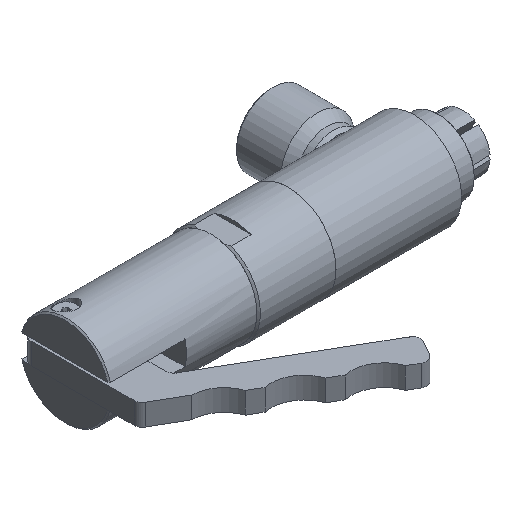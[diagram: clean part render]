
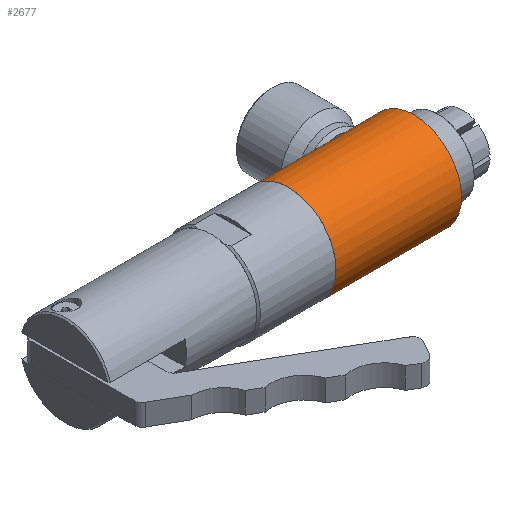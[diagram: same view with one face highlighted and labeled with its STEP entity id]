
A CAD part, isometric view. The second image highlights one B-rep face of the part: STEP entity #2677.
In plain terms, the highlighted cylindrical face has radius 18.098 mm (diameter 36.195 mm), a full revolution.
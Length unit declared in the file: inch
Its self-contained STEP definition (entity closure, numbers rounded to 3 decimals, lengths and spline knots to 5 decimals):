
#40=B_SPLINE_CURVE_WITH_KNOTS('',3,(#4612,#4613,#4614,#4615,#4616,#4617,
#4618),.UNSPECIFIED.,.F.,.F.,(4,3,4),(-0.11648,0.,0.11648),
 .UNSPECIFIED.);
#41=B_SPLINE_CURVE_WITH_KNOTS('',3,(#4622,#4623,#4624,#4625,#4626,#4627),
 .UNSPECIFIED.,.F.,.F.,(4,2,4),(3.3439,3.46038,3.57686),
 .UNSPECIFIED.);
#42=B_SPLINE_CURVE_WITH_KNOTS('',3,(#4645,#4646,#4647,#4648,#4649,#4650),
 .UNSPECIFIED.,.F.,.F.,(4,2,4),(0.46122,0.83041,1.05402),
 .UNSPECIFIED.);
#43=B_SPLINE_CURVE_WITH_KNOTS('',3,(#4652,#4653,#4654,#4655,#4656,#4657,
#4658,#4659,#4660,#4661,#4662,#4663,#4664,#4665),.UNSPECIFIED.,.F.,.F.,
(4,2,2,2,2,2,4),(4.68622,4.86117,5.08117,5.30117,
5.52117,5.74117,5.91612),.UNSPECIFIED.);
#44=B_SPLINE_CURVE_WITH_KNOTS('',3,(#4667,#4668,#4669,#4670,#4671,#4672),
 .UNSPECIFIED.,.F.,.F.,(4,2,4),(2.34697,2.57058,2.93977),
 .UNSPECIFIED.);
#45=B_SPLINE_CURVE_WITH_KNOTS('',3,(#4677,#4678,#4679,#4680,#4681,#4682),
 .UNSPECIFIED.,.F.,.F.,(4,2,4),(3.86221,4.2314,4.45501),
 .UNSPECIFIED.);
#46=B_SPLINE_CURVE_WITH_KNOTS('',3,(#4684,#4685,#4686,#4687,#4688,#4689,
#4690,#4691,#4692,#4693,#4694,#4695,#4696,#4697),.UNSPECIFIED.,.F.,.F.,
(4,2,2,2,2,2,4),(1.15211,1.32706,1.54706,1.76706,
1.98706,2.20705,2.38201),.UNSPECIFIED.);
#47=B_SPLINE_CURVE_WITH_KNOTS('',3,(#4699,#4700,#4701,#4702,#4703,#4704),
 .UNSPECIFIED.,.F.,.F.,(4,2,4),(5.74796,5.97157,6.34076),
 .UNSPECIFIED.);
#311=LINE('',#4643,#498);
#312=LINE('',#4673,#499);
#313=LINE('',#4675,#500);
#314=LINE('',#4705,#501);
#498=VECTOR('',#3600,0.13863);
#499=VECTOR('',#3601,0.13863);
#500=VECTOR('',#3602,0.13863);
#501=VECTOR('',#3603,0.13863);
#619=FACE_BOUND('',#946,.T.);
#620=FACE_BOUND('',#947,.T.);
#770=FACE_OUTER_BOUND('',#945,.T.);
#945=EDGE_LOOP('',(#2393));
#946=EDGE_LOOP('',(#2394));
#947=EDGE_LOOP('',(#2395,#2396,#2397,#2398,#2399,#2400,#2401,#2402,#2403,
#2404,#2405,#2406));
#1095=CIRCLE('',#2933,0.7125);
#1096=CIRCLE('',#2934,0.7125);
#1338=VERTEX_POINT('',#4610);
#1339=VERTEX_POINT('',#4611);
#1340=VERTEX_POINT('',#4619);
#1341=VERTEX_POINT('',#4621);
#1344=VERTEX_POINT('',#4638);
#1345=VERTEX_POINT('',#4640);
#1346=VERTEX_POINT('',#4642);
#1347=VERTEX_POINT('',#4644);
#1348=VERTEX_POINT('',#4651);
#1349=VERTEX_POINT('',#4666);
#1350=VERTEX_POINT('',#4674);
#1351=VERTEX_POINT('',#4676);
#1352=VERTEX_POINT('',#4683);
#1353=VERTEX_POINT('',#4698);
#1700=EDGE_CURVE('',#1338,#1339,#40,.T.);
#1702=EDGE_CURVE('',#1341,#1340,#41,.T.);
#1708=EDGE_CURVE('',#1344,#1344,#1095,.T.);
#1709=EDGE_CURVE('',#1345,#1345,#1096,.T.);
#1710=EDGE_CURVE('',#1339,#1346,#311,.T.);
#1711=EDGE_CURVE('',#1346,#1347,#42,.T.);
#1712=EDGE_CURVE('',#1347,#1348,#43,.T.);
#1713=EDGE_CURVE('',#1348,#1349,#44,.T.);
#1714=EDGE_CURVE('',#1349,#1341,#312,.T.);
#1715=EDGE_CURVE('',#1340,#1350,#313,.T.);
#1716=EDGE_CURVE('',#1350,#1351,#45,.T.);
#1717=EDGE_CURVE('',#1351,#1352,#46,.T.);
#1718=EDGE_CURVE('',#1352,#1353,#47,.T.);
#1719=EDGE_CURVE('',#1353,#1338,#314,.T.);
#2393=ORIENTED_EDGE('',*,*,#1708,.T.);
#2394=ORIENTED_EDGE('',*,*,#1709,.F.);
#2395=ORIENTED_EDGE('',*,*,#1700,.T.);
#2396=ORIENTED_EDGE('',*,*,#1710,.T.);
#2397=ORIENTED_EDGE('',*,*,#1711,.T.);
#2398=ORIENTED_EDGE('',*,*,#1712,.T.);
#2399=ORIENTED_EDGE('',*,*,#1713,.T.);
#2400=ORIENTED_EDGE('',*,*,#1714,.T.);
#2401=ORIENTED_EDGE('',*,*,#1702,.T.);
#2402=ORIENTED_EDGE('',*,*,#1715,.T.);
#2403=ORIENTED_EDGE('',*,*,#1716,.T.);
#2404=ORIENTED_EDGE('',*,*,#1717,.T.);
#2405=ORIENTED_EDGE('',*,*,#1718,.T.);
#2406=ORIENTED_EDGE('',*,*,#1719,.T.);
#2545=CYLINDRICAL_SURFACE('',#2932,0.7125);
#2677=ADVANCED_FACE('',(#770,#619,#620),#2545,.T.);
#2932=AXIS2_PLACEMENT_3D('',#4637,#3594,#3595);
#2933=AXIS2_PLACEMENT_3D('',#4639,#3596,#3597);
#2934=AXIS2_PLACEMENT_3D('',#4641,#3598,#3599);
#3594=DIRECTION('center_axis',(1.,0.,0.));
#3595=DIRECTION('ref_axis',(0.,1.,0.));
#3596=DIRECTION('center_axis',(1.,0.,0.));
#3597=DIRECTION('ref_axis',(0.,1.,0.));
#3598=DIRECTION('center_axis',(1.,0.,0.));
#3599=DIRECTION('ref_axis',(0.,1.,0.));
#3600=DIRECTION('',(1.,0.,0.));
#3601=DIRECTION('',(-1.,0.,0.));
#3602=DIRECTION('',(-1.,0.,0.));
#3603=DIRECTION('',(1.,0.,0.));
#4610=CARTESIAN_POINT('',(4.66021,0.6125,-0.36401));
#4611=CARTESIAN_POINT('',(4.75379,0.6125,-0.36401));
#4612=CARTESIAN_POINT('Ctrl Pts',(4.66021,0.6125,-0.36401));
#4613=CARTESIAN_POINT('Ctrl Pts',(4.67607,0.61189,-0.36503));
#4614=CARTESIAN_POINT('Ctrl Pts',(4.69171,0.6116,-0.36551));
#4615=CARTESIAN_POINT('Ctrl Pts',(4.707,0.6116,-0.36551));
#4616=CARTESIAN_POINT('Ctrl Pts',(4.72229,0.6116,-0.36551));
#4617=CARTESIAN_POINT('Ctrl Pts',(4.73793,0.61189,-0.36503));
#4618=CARTESIAN_POINT('Ctrl Pts',(4.75379,0.6125,-0.36401));
#4619=CARTESIAN_POINT('',(4.66021,0.6125,0.36401));
#4621=CARTESIAN_POINT('',(4.75379,0.6125,0.36401));
#4622=CARTESIAN_POINT('Ctrl Pts',(4.75379,0.6125,0.36401));
#4623=CARTESIAN_POINT('Ctrl Pts',(4.73793,0.61189,0.36503));
#4624=CARTESIAN_POINT('Ctrl Pts',(4.72229,0.6116,0.36551));
#4625=CARTESIAN_POINT('Ctrl Pts',(4.69171,0.6116,0.36551));
#4626=CARTESIAN_POINT('Ctrl Pts',(4.67607,0.61189,0.36503));
#4627=CARTESIAN_POINT('Ctrl Pts',(4.66021,0.6125,0.36401));
#4637=CARTESIAN_POINT('Origin',(4.29879,0.,0.));
#4638=CARTESIAN_POINT('',(3.357,0.7125,0.));
#4639=CARTESIAN_POINT('Origin',(3.357,0.,0.));
#4640=CARTESIAN_POINT('',(5.24058,0.7125,0.));
#4641=CARTESIAN_POINT('Origin',(5.24058,0.,0.));
#4642=CARTESIAN_POINT('',(4.89241,0.6125,-0.36401));
#4643=CARTESIAN_POINT('',(4.29879,0.6125,-0.36401));
#4644=CARTESIAN_POINT('',(5.08584,0.6725,-0.23537));
#4645=CARTESIAN_POINT('Ctrl Pts',(4.89241,0.6125,-0.36401));
#4646=CARTESIAN_POINT('Ctrl Pts',(4.94021,0.62271,-0.34682));
#4647=CARTESIAN_POINT('Ctrl Pts',(4.98459,0.63598,-0.32271));
#4648=CARTESIAN_POINT('Ctrl Pts',(5.04447,0.65651,-0.27748));
#4649=CARTESIAN_POINT('Ctrl Pts',(5.06626,0.66471,-0.25764));
#4650=CARTESIAN_POINT('Ctrl Pts',(5.08584,0.6725,-0.23537));
#4651=CARTESIAN_POINT('',(5.08584,0.6725,0.23537));
#4652=CARTESIAN_POINT('Ctrl Pts',(5.08584,0.6725,-0.23537));
#4653=CARTESIAN_POINT('Ctrl Pts',(5.09806,0.67939,-0.21569));
#4654=CARTESIAN_POINT('Ctrl Pts',(5.10892,0.68573,-0.19477));
#4655=CARTESIAN_POINT('Ctrl Pts',(5.1296,0.69803,-0.14563));
#4656=CARTESIAN_POINT('Ctrl Pts',(5.13845,0.70347,-0.11685));
#4657=CARTESIAN_POINT('Ctrl Pts',(5.15015,0.71071,-0.05847));
#4658=CARTESIAN_POINT('Ctrl Pts',(5.153,0.7125,-0.02887));
#4659=CARTESIAN_POINT('Ctrl Pts',(5.153,0.7125,0.02887));
#4660=CARTESIAN_POINT('Ctrl Pts',(5.15015,0.71071,0.05847));
#4661=CARTESIAN_POINT('Ctrl Pts',(5.13845,0.70347,0.11685));
#4662=CARTESIAN_POINT('Ctrl Pts',(5.1296,0.69803,0.14563));
#4663=CARTESIAN_POINT('Ctrl Pts',(5.10892,0.68573,0.19477));
#4664=CARTESIAN_POINT('Ctrl Pts',(5.09806,0.67939,0.21569));
#4665=CARTESIAN_POINT('Ctrl Pts',(5.08584,0.6725,0.23537));
#4666=CARTESIAN_POINT('',(4.89241,0.6125,0.36401));
#4667=CARTESIAN_POINT('Ctrl Pts',(5.08584,0.6725,0.23537));
#4668=CARTESIAN_POINT('Ctrl Pts',(5.06626,0.66471,0.25764));
#4669=CARTESIAN_POINT('Ctrl Pts',(5.04447,0.65651,0.27748));
#4670=CARTESIAN_POINT('Ctrl Pts',(4.98459,0.63598,0.32271));
#4671=CARTESIAN_POINT('Ctrl Pts',(4.94021,0.62271,0.34682));
#4672=CARTESIAN_POINT('Ctrl Pts',(4.89241,0.6125,0.36401));
#4673=CARTESIAN_POINT('',(4.29879,0.6125,0.36401));
#4674=CARTESIAN_POINT('',(4.52159,0.6125,0.36401));
#4675=CARTESIAN_POINT('',(4.29879,0.6125,0.36401));
#4676=CARTESIAN_POINT('',(4.32816,0.6725,0.23537));
#4677=CARTESIAN_POINT('Ctrl Pts',(4.52159,0.6125,0.36401));
#4678=CARTESIAN_POINT('Ctrl Pts',(4.47379,0.62271,0.34682));
#4679=CARTESIAN_POINT('Ctrl Pts',(4.42941,0.63598,0.32271));
#4680=CARTESIAN_POINT('Ctrl Pts',(4.36953,0.65651,0.27748));
#4681=CARTESIAN_POINT('Ctrl Pts',(4.34774,0.66471,0.25764));
#4682=CARTESIAN_POINT('Ctrl Pts',(4.32816,0.6725,0.23537));
#4683=CARTESIAN_POINT('',(4.32816,0.6725,-0.23537));
#4684=CARTESIAN_POINT('Ctrl Pts',(4.32816,0.6725,0.23537));
#4685=CARTESIAN_POINT('Ctrl Pts',(4.31594,0.67939,0.21569));
#4686=CARTESIAN_POINT('Ctrl Pts',(4.30508,0.68573,0.19477));
#4687=CARTESIAN_POINT('Ctrl Pts',(4.2844,0.69803,0.14563));
#4688=CARTESIAN_POINT('Ctrl Pts',(4.27555,0.70347,0.11685));
#4689=CARTESIAN_POINT('Ctrl Pts',(4.26385,0.71071,0.05847));
#4690=CARTESIAN_POINT('Ctrl Pts',(4.261,0.7125,0.02887));
#4691=CARTESIAN_POINT('Ctrl Pts',(4.261,0.7125,-0.02887));
#4692=CARTESIAN_POINT('Ctrl Pts',(4.26385,0.71071,-0.05847));
#4693=CARTESIAN_POINT('Ctrl Pts',(4.27555,0.70347,-0.11685));
#4694=CARTESIAN_POINT('Ctrl Pts',(4.2844,0.69803,-0.14563));
#4695=CARTESIAN_POINT('Ctrl Pts',(4.30508,0.68573,-0.19477));
#4696=CARTESIAN_POINT('Ctrl Pts',(4.31594,0.67939,-0.21569));
#4697=CARTESIAN_POINT('Ctrl Pts',(4.32816,0.6725,-0.23537));
#4698=CARTESIAN_POINT('',(4.52159,0.6125,-0.36401));
#4699=CARTESIAN_POINT('Ctrl Pts',(4.32816,0.6725,-0.23537));
#4700=CARTESIAN_POINT('Ctrl Pts',(4.34774,0.66471,-0.25764));
#4701=CARTESIAN_POINT('Ctrl Pts',(4.36953,0.65651,-0.27748));
#4702=CARTESIAN_POINT('Ctrl Pts',(4.42941,0.63598,-0.32271));
#4703=CARTESIAN_POINT('Ctrl Pts',(4.47379,0.62271,-0.34682));
#4704=CARTESIAN_POINT('Ctrl Pts',(4.52159,0.6125,-0.36401));
#4705=CARTESIAN_POINT('',(4.29879,0.6125,-0.36401));
